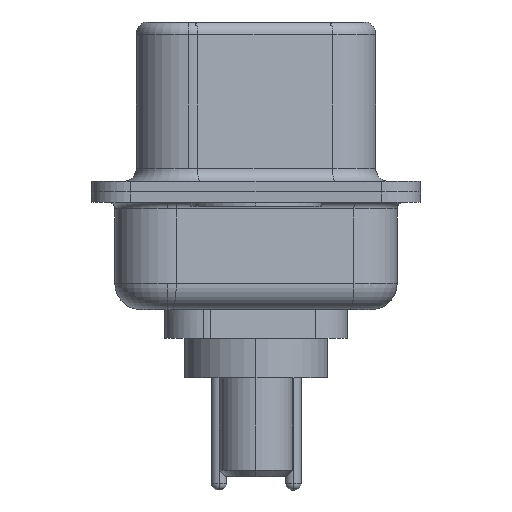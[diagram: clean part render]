
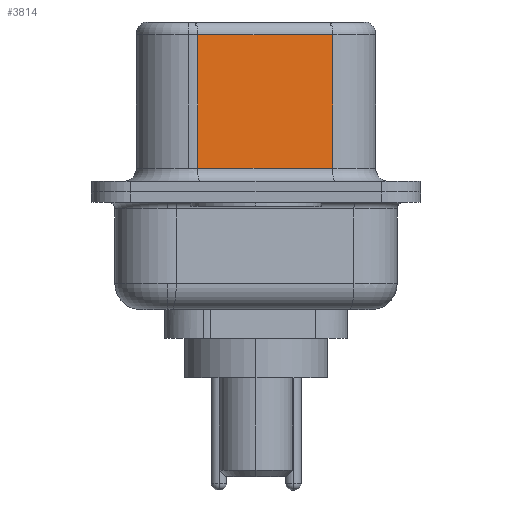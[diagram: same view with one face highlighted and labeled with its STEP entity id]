
A CAD part, left-side view. The second image highlights one B-rep face of the part: STEP entity #3814.
In plain terms, the highlighted planar face has unit normal (-0.985, -0.174, 0).
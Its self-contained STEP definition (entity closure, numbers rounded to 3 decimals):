
#1407 = DIRECTION ( 'NONE',  ( -0.174, 0.985, 0. ) ) ;
#2643 = CARTESIAN_POINT ( 'NONE',  ( 4.58, -2.927, 0.9 ) ) ;
#3590 = EDGE_CURVE ( 'NONE', #5232, #11580, #11713, .T. ) ;
#3777 = CARTESIAN_POINT ( 'NONE',  ( 3.67, 2.233, 6.02 ) ) ;
#3797 = EDGE_CURVE ( 'NONE', #12791, #5347, #7444, .T. ) ;
#3814 = ADVANCED_FACE ( 'NONE', ( #11446 ), #11545, .F. ) ;
#3915 = EDGE_CURVE ( 'NONE', #11580, #5347, #8784, .T. ) ;
#4023 = DIRECTION ( 'NONE',  ( -0.174, 0.985, 0. ) ) ;
#4290 = VECTOR ( 'NONE', #5437, 1000. ) ;
#5232 = VERTEX_POINT ( 'NONE', #3777 ) ;
#5347 = VERTEX_POINT ( 'NONE', #2643 ) ;
#5437 = DIRECTION ( 'NONE',  ( 0., 0., -1. ) ) ;
#6802 = AXIS2_PLACEMENT_3D ( 'NONE', #17415, #12567, #1407 ) ;
#6835 = CARTESIAN_POINT ( 'NONE',  ( 3.67, 2.233, 0.9 ) ) ;
#7357 = CARTESIAN_POINT ( 'NONE',  ( 4.58, -2.927, 6.02 ) ) ;
#7444 = LINE ( 'NONE', #21203, #15605 ) ;
#8784 = LINE ( 'NONE', #9423, #13129 ) ;
#9423 = CARTESIAN_POINT ( 'NONE',  ( 4.58, -2.927, 0.9 ) ) ;
#11446 = FACE_OUTER_BOUND ( 'NONE', #15933, .T. ) ;
#11545 = PLANE ( 'NONE',  #6802 ) ;
#11580 = VERTEX_POINT ( 'NONE', #6835 ) ;
#11713 = LINE ( 'NONE', #20259, #4290 ) ;
#12452 = LINE ( 'NONE', #7357, #21084 ) ;
#12567 = DIRECTION ( 'NONE',  ( 0.985, 0.174, 0. ) ) ;
#12618 = ORIENTED_EDGE ( 'NONE', *, *, #3590, .T. ) ;
#12791 = VERTEX_POINT ( 'NONE', #16152 ) ;
#13129 = VECTOR ( 'NONE', #14156, 1000. ) ;
#14156 = DIRECTION ( 'NONE',  ( 0.174, -0.985, 0. ) ) ;
#14170 = ORIENTED_EDGE ( 'NONE', *, *, #3915, .T. ) ;
#14221 = EDGE_CURVE ( 'NONE', #12791, #5232, #12452, .T. ) ;
#15605 = VECTOR ( 'NONE', #20537, 1000. ) ;
#15933 = EDGE_LOOP ( 'NONE', ( #18644, #16886, #12618, #14170 ) ) ;
#16152 = CARTESIAN_POINT ( 'NONE',  ( 4.58, -2.927, 6.02 ) ) ;
#16886 = ORIENTED_EDGE ( 'NONE', *, *, #14221, .T. ) ;
#17415 = CARTESIAN_POINT ( 'NONE',  ( 4.58, -2.927, 6.52 ) ) ;
#18644 = ORIENTED_EDGE ( 'NONE', *, *, #3797, .F. ) ;
#20259 = CARTESIAN_POINT ( 'NONE',  ( 3.67, 2.233, 6.52 ) ) ;
#20537 = DIRECTION ( 'NONE',  ( 0., 0., -1. ) ) ;
#21084 = VECTOR ( 'NONE', #4023, 1000. ) ;
#21203 = CARTESIAN_POINT ( 'NONE',  ( 4.58, -2.927, 6.52 ) ) ;
